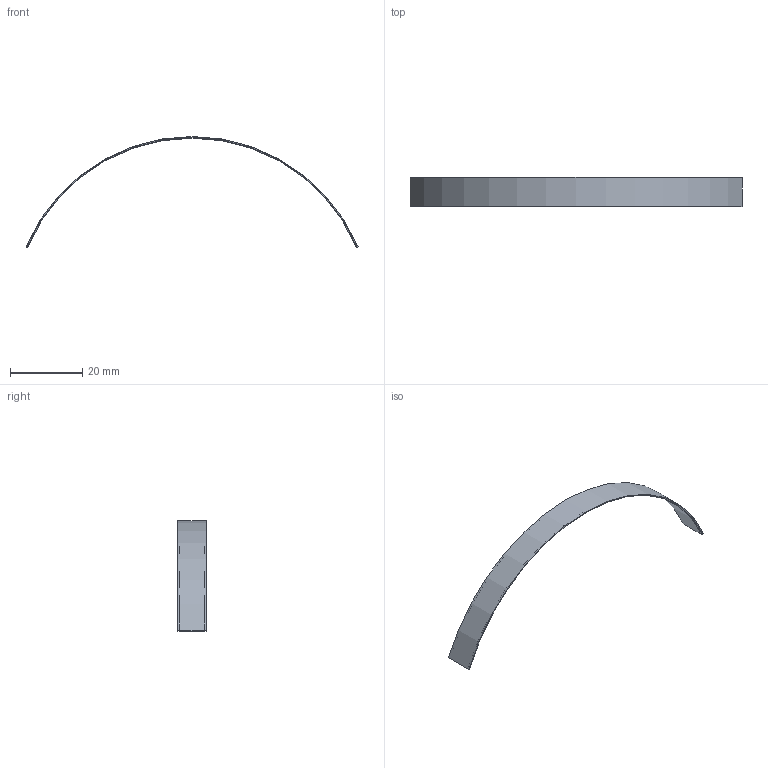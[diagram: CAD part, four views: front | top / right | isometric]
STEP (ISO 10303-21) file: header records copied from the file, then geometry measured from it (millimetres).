
FILE_DESCRIPTION((''),'2;1');
FILE_NAME('1255073-01-Z01','2021-05-06T13:46:37',('AT10150'),(''),'CREO PARAMETRIC BY PTC INC, 2019164','CREO PARAMETRIC BY PTC INC, 2019164','');
FILE_SCHEMA(('AUTOMOTIVE_DESIGN { 1 0 10303 214 1 1 1 1 }'));
Length unit declared in the file: millimetre
Products named in the file (1): 1255073-01-Z01
Bounding box: 92.18 x 8 x 30.79 mm (x, y, z)
Volume: 397 mm3; surface area: 1980.2 mm2
Topology: 1 solids, 1 shells, 10 faces, 73 edges, 68 vertices
Faces by surface type: plane 6, cylinder 4
Entity records: 953 total; most frequent: DIRECTION 129, CARTESIAN_POINT 102, PRESENTATION_STYLE_ASSIGNMENT 74, STYLED_ITEM 74, CURVE_STYLE 73, TRIMMED_CURVE 49, COMPOSITE_CURVE_SEGMENT 49, ORIENTED_EDGE 48
